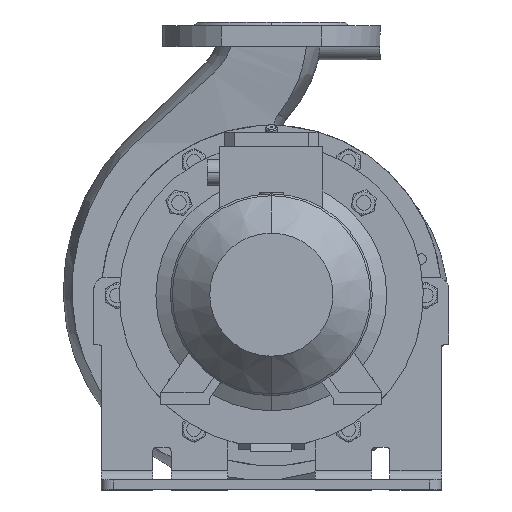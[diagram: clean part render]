
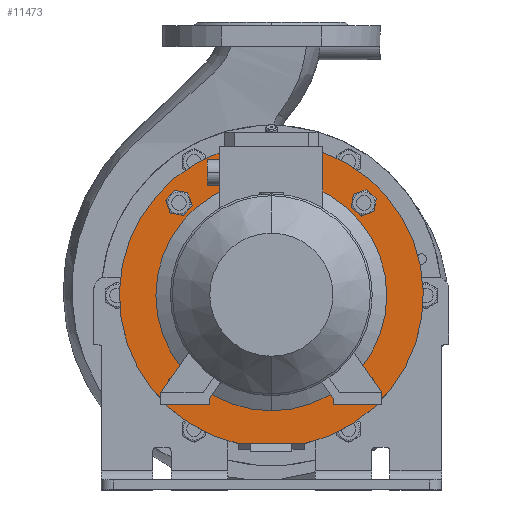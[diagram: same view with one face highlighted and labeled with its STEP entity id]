
A CAD part, top view. The second image highlights one B-rep face of the part: STEP entity #11473.
In plain terms, the highlighted planar face has unit normal (0, 0, 1).
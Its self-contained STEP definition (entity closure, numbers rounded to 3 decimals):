
#388 = FACE_BOUND ( 'NONE', #17356, .T. ) ;
#1446 = EDGE_LOOP ( 'NONE', ( #44290, #43151, #5389 ) ) ;
#1911 = VERTEX_POINT ( 'NONE', #16554 ) ;
#1915 = CARTESIAN_POINT ( 'NONE',  ( -67.126, 74.447, 180. ) ) ;
#2770 = EDGE_LOOP ( 'NONE', ( #52217, #39702 ) ) ;
#3108 = AXIS2_PLACEMENT_3D ( 'NONE', #19580, #10861, #36532 ) ;
#3963 = CARTESIAN_POINT ( 'NONE',  ( -77.581, -84.902, 180. ) ) ;
#4006 = DIRECTION ( 'NONE',  ( 0., 0., 1. ) ) ;
#4135 = VERTEX_POINT ( 'NONE', #21182 ) ;
#4156 = DIRECTION ( 'NONE',  ( 0., 0., -1. ) ) ;
#4158 = VERTEX_POINT ( 'NONE', #13549 ) ;
#4174 = VECTOR ( 'NONE', #33232, 1000. ) ;
#4565 = AXIS2_PLACEMENT_3D ( 'NONE', #22176, #47809, #14200 ) ;
#4734 = DIRECTION ( 'NONE',  ( 0., 0., -1. ) ) ;
#5344 = CARTESIAN_POINT ( 'NONE',  ( 74.447, 67.126, 180. ) ) ;
#5389 = ORIENTED_EDGE ( 'NONE', *, *, #18307, .F. ) ;
#5481 = CIRCLE ( 'NONE', #28127, 95. ) ;
#6743 = CARTESIAN_POINT ( 'NONE',  ( 76.014, 76.014, 180. ) ) ;
#7553 = DIRECTION ( 'NONE',  ( 0., -1., 0. ) ) ;
#7797 = CIRCLE ( 'NONE', #12474, 125. ) ;
#8127 = EDGE_CURVE ( 'NONE', #4135, #19958, #51511, .T. ) ;
#8303 = EDGE_CURVE ( 'NONE', #19072, #31179, #28301, .T. ) ;
#8518 = EDGE_CURVE ( 'NONE', #19958, #4135, #31596, .T. ) ;
#8827 = CARTESIAN_POINT ( 'NONE',  ( 0., 0., 180. ) ) ;
#8832 = CIRCLE ( 'NONE', #45914, 9.025 ) ;
#10084 = DIRECTION ( 'NONE',  ( 0., 1., 0. ) ) ;
#10354 = FACE_BOUND ( 'NONE', #2770, .T. ) ;
#10811 = CIRCLE ( 'NONE', #43657, 9.025 ) ;
#10861 = DIRECTION ( 'NONE',  ( 0., 0., 1. ) ) ;
#11300 = CARTESIAN_POINT ( 'NONE',  ( -84.902, 77.581, 180. ) ) ;
#11473 = ADVANCED_FACE ( 'NONE', ( #28322, #388, #45573, #32986, #52915, #10354 ), #45632, .T. ) ;
#12415 = VERTEX_POINT ( 'NONE', #1915 ) ;
#12474 = AXIS2_PLACEMENT_3D ( 'NONE', #26403, #18031, #30543 ) ;
#12492 = ORIENTED_EDGE ( 'NONE', *, *, #38469, .T. ) ;
#12939 = AXIS2_PLACEMENT_3D ( 'NONE', #13503, #4734, #34527 ) ;
#13503 = CARTESIAN_POINT ( 'NONE',  ( -76.014, -76.014, 180. ) ) ;
#13549 = CARTESIAN_POINT ( 'NONE',  ( -74.447, -67.126, 180. ) ) ;
#13791 = EDGE_CURVE ( 'NONE', #51645, #15630, #38609, .T. ) ;
#14149 = ORIENTED_EDGE ( 'NONE', *, *, #53712, .T. ) ;
#14200 = DIRECTION ( 'NONE',  ( 0., -1., 0. ) ) ;
#15234 = ORIENTED_EDGE ( 'NONE', *, *, #26959, .F. ) ;
#15481 = DIRECTION ( 'NONE',  ( 0., 0., -1. ) ) ;
#15630 = VERTEX_POINT ( 'NONE', #28171 ) ;
#16445 = DIRECTION ( 'NONE',  ( 0., -1., 0. ) ) ;
#16554 = CARTESIAN_POINT ( 'NONE',  ( -27.221, -122., 180. ) ) ;
#16568 = CARTESIAN_POINT ( 'NONE',  ( 84.902, -77.581, 180. ) ) ;
#16899 = CARTESIAN_POINT ( 'NONE',  ( 0., -95., 180. ) ) ;
#17356 = EDGE_LOOP ( 'NONE', ( #53450, #53867 ) ) ;
#17552 = DIRECTION ( 'NONE',  ( 0., 1., 0. ) ) ;
#18031 = DIRECTION ( 'NONE',  ( 0., 0., -1. ) ) ;
#18043 = CIRCLE ( 'NONE', #50549, 95. ) ;
#18307 = EDGE_CURVE ( 'NONE', #1911, #51645, #7797, .T. ) ;
#18823 = CARTESIAN_POINT ( 'NONE',  ( 0., 0., 180. ) ) ;
#18852 = DIRECTION ( 'NONE',  ( 0., -1., 0. ) ) ;
#19072 = VERTEX_POINT ( 'NONE', #5344 ) ;
#19580 = CARTESIAN_POINT ( 'NONE',  ( -76.014, 76.014, 180. ) ) ;
#19958 = VERTEX_POINT ( 'NONE', #16568 ) ;
#20174 = AXIS2_PLACEMENT_3D ( 'NONE', #20882, #4156, #16445 ) ;
#20882 = CARTESIAN_POINT ( 'NONE',  ( 76.014, 76.014, 180. ) ) ;
#21182 = CARTESIAN_POINT ( 'NONE',  ( 67.126, -74.447, 180. ) ) ;
#21540 = EDGE_LOOP ( 'NONE', ( #25337, #14149 ) ) ;
#22176 = CARTESIAN_POINT ( 'NONE',  ( 76.014, -76.014, 180. ) ) ;
#24272 = EDGE_LOOP ( 'NONE', ( #15234, #24349 ) ) ;
#24349 = ORIENTED_EDGE ( 'NONE', *, *, #36076, .F. ) ;
#25337 = ORIENTED_EDGE ( 'NONE', *, *, #8303, .T. ) ;
#25614 = VERTEX_POINT ( 'NONE', #11300 ) ;
#26403 = CARTESIAN_POINT ( 'NONE',  ( 0., 0., 180. ) ) ;
#26679 = CIRCLE ( 'NONE', #3108, 9.025 ) ;
#26959 = EDGE_CURVE ( 'NONE', #12415, #25614, #10811, .T. ) ;
#27926 = EDGE_CURVE ( 'NONE', #1911, #15630, #34824, .T. ) ;
#28127 = AXIS2_PLACEMENT_3D ( 'NONE', #49160, #33193, #29477 ) ;
#28171 = CARTESIAN_POINT ( 'NONE',  ( 27.221, -122., 180. ) ) ;
#28301 = CIRCLE ( 'NONE', #48691, 9.025 ) ;
#28322 = FACE_BOUND ( 'NONE', #21540, .T. ) ;
#28662 = DIRECTION ( 'NONE',  ( 0., -1., 0. ) ) ;
#28745 = CARTESIAN_POINT ( 'NONE',  ( 0., 125., 180. ) ) ;
#29477 = DIRECTION ( 'NONE',  ( 0., 1., 0. ) ) ;
#30543 = DIRECTION ( 'NONE',  ( 0., 1., 0. ) ) ;
#31179 = VERTEX_POINT ( 'NONE', #39259 ) ;
#31297 = DIRECTION ( 'NONE',  ( 0., 0., -1. ) ) ;
#31596 = CIRCLE ( 'NONE', #4565, 9.025 ) ;
#32098 = CARTESIAN_POINT ( 'NONE',  ( -76.014, -76.014, 180. ) ) ;
#32288 = EDGE_CURVE ( 'NONE', #4158, #52183, #8832, .T. ) ;
#32331 = EDGE_CURVE ( 'NONE', #42008, #46904, #5481, .T. ) ;
#32534 = EDGE_CURVE ( 'NONE', #46904, #42008, #18043, .T. ) ;
#32986 = FACE_BOUND ( 'NONE', #24272, .T. ) ;
#33193 = DIRECTION ( 'NONE',  ( 0., 0., -1. ) ) ;
#33232 = DIRECTION ( 'NONE',  ( 1., 0., 0. ) ) ;
#33962 = ORIENTED_EDGE ( 'NONE', *, *, #32288, .T. ) ;
#34527 = DIRECTION ( 'NONE',  ( 0., -1., 0. ) ) ;
#34824 = LINE ( 'NONE', #49581, #4174 ) ;
#35581 = DIRECTION ( 'NONE',  ( 0., 0., -1. ) ) ;
#36076 = EDGE_CURVE ( 'NONE', #25614, #12415, #26679, .T. ) ;
#36315 = CIRCLE ( 'NONE', #20174, 9.025 ) ;
#36502 = AXIS2_PLACEMENT_3D ( 'NONE', #28745, #4006, #7553 ) ;
#36532 = DIRECTION ( 'NONE',  ( 0., -1., 0. ) ) ;
#36838 = CARTESIAN_POINT ( 'NONE',  ( -76.014, 76.014, 180. ) ) ;
#37440 = CARTESIAN_POINT ( 'NONE',  ( 0., 95., 180. ) ) ;
#38469 = EDGE_CURVE ( 'NONE', #52183, #4158, #42261, .T. ) ;
#38609 = CIRCLE ( 'NONE', #53012, 125. ) ;
#39259 = CARTESIAN_POINT ( 'NONE',  ( 77.581, 84.902, 180. ) ) ;
#39702 = ORIENTED_EDGE ( 'NONE', *, *, #32534, .T. ) ;
#40417 = DIRECTION ( 'NONE',  ( 0., 0., -1. ) ) ;
#40860 = AXIS2_PLACEMENT_3D ( 'NONE', #52645, #31297, #49106 ) ;
#41082 = DIRECTION ( 'NONE',  ( 0., 0., 1. ) ) ;
#42008 = VERTEX_POINT ( 'NONE', #37440 ) ;
#42261 = CIRCLE ( 'NONE', #12939, 9.025 ) ;
#43151 = ORIENTED_EDGE ( 'NONE', *, *, #13791, .F. ) ;
#43657 = AXIS2_PLACEMENT_3D ( 'NONE', #36838, #41082, #28662 ) ;
#44290 = ORIENTED_EDGE ( 'NONE', *, *, #27926, .T. ) ;
#45166 = DIRECTION ( 'NONE',  ( 0., -1., 0. ) ) ;
#45573 = FACE_BOUND ( 'NONE', #47005, .T. ) ;
#45632 = PLANE ( 'NONE',  #36502 ) ;
#45914 = AXIS2_PLACEMENT_3D ( 'NONE', #32098, #40417, #18852 ) ;
#46904 = VERTEX_POINT ( 'NONE', #16899 ) ;
#47005 = EDGE_LOOP ( 'NONE', ( #33962, #12492 ) ) ;
#47809 = DIRECTION ( 'NONE',  ( 0., 0., -1. ) ) ;
#48691 = AXIS2_PLACEMENT_3D ( 'NONE', #6743, #15481, #45166 ) ;
#49106 = DIRECTION ( 'NONE',  ( 0., -1., 0. ) ) ;
#49160 = CARTESIAN_POINT ( 'NONE',  ( 0., 0., 180. ) ) ;
#49581 = CARTESIAN_POINT ( 'NONE',  ( -125., -122., 180. ) ) ;
#50549 = AXIS2_PLACEMENT_3D ( 'NONE', #8827, #51371, #17552 ) ;
#51371 = DIRECTION ( 'NONE',  ( 0., 0., -1. ) ) ;
#51511 = CIRCLE ( 'NONE', #40860, 9.025 ) ;
#51645 = VERTEX_POINT ( 'NONE', #55113 ) ;
#52183 = VERTEX_POINT ( 'NONE', #3963 ) ;
#52217 = ORIENTED_EDGE ( 'NONE', *, *, #32331, .T. ) ;
#52645 = CARTESIAN_POINT ( 'NONE',  ( 76.014, -76.014, 180. ) ) ;
#52915 = FACE_OUTER_BOUND ( 'NONE', #1446, .T. ) ;
#53012 = AXIS2_PLACEMENT_3D ( 'NONE', #18823, #35581, #10084 ) ;
#53450 = ORIENTED_EDGE ( 'NONE', *, *, #8127, .T. ) ;
#53712 = EDGE_CURVE ( 'NONE', #31179, #19072, #36315, .T. ) ;
#53867 = ORIENTED_EDGE ( 'NONE', *, *, #8518, .T. ) ;
#55113 = CARTESIAN_POINT ( 'NONE',  ( 0., 125., 180. ) ) ;
